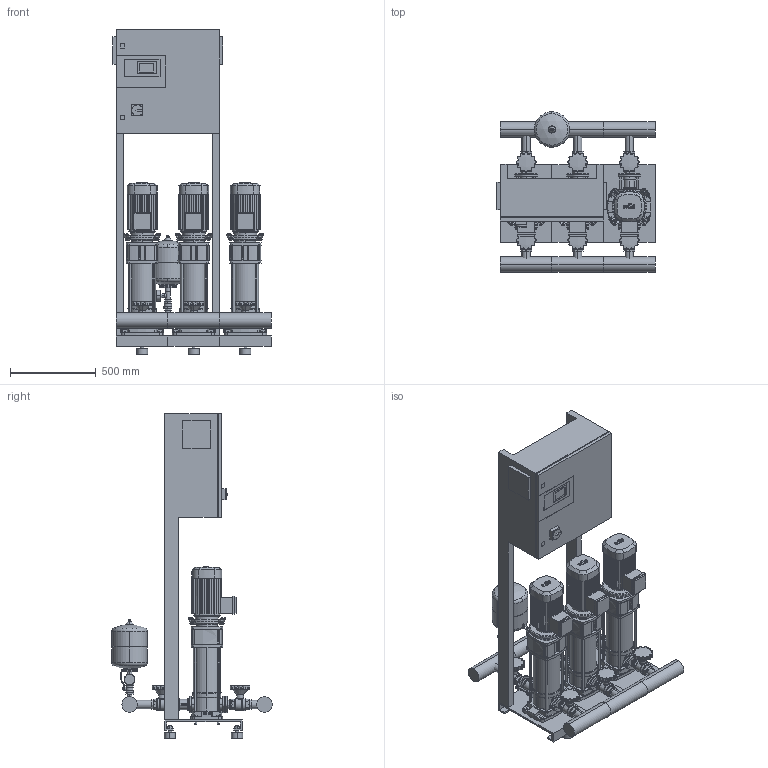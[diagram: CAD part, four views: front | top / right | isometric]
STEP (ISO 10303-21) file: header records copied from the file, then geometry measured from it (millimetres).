
FILE_DESCRIPTION((''),'2;1');
FILE_NAME('3d_CO-3HELIXV1604_K_CC-01-2532210.stp','2016-01-25T09:33:31',(''),(''),'Mechanical Desktop 2009','Mechanical Desktop 2009',', , ');
FILE_SCHEMA(('CONFIG_CONTROL_DESIGN'));
Length unit declared in the file: millimetre
Products named in the file (1): Product
Bounding box: 920 x 932.45 x 1885 mm (x, y, z)
Volume: 195842706.8 mm3; surface area: 9448555 mm2
Topology: 153 solids, 153 shells, 4349 faces, 11017 edges, 7188 vertices
Faces by surface type: plane 1665, cylinder 1302, bspline 1040, cone 234, torus 88, sphere 20
Entity records: 141407 total; most frequent: CARTESIAN_POINT 37048, ORIENTED_EDGE 22010, DIRECTION 20863, EDGE_CURVE 11005, AXIS2_PLACEMENT_3D 7207, VERTEX_POINT 7182, VECTOR 6449, LINE 6449
